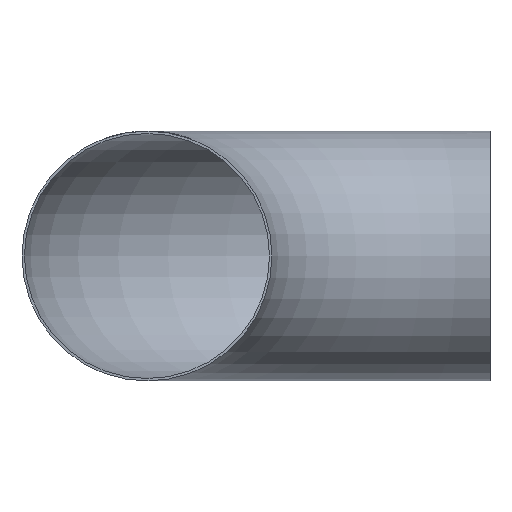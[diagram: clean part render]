
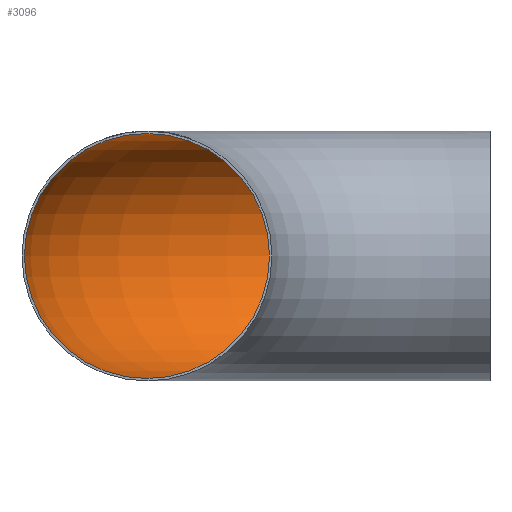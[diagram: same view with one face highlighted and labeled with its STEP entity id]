
A CAD part, front view. The second image highlights one B-rep face of the part: STEP entity #3096.
In plain terms, the highlighted toroidal (fillet/blend) face has major radius 350 mm and minor radius 125 mm.
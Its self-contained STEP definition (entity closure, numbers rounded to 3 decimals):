
#20 = CARTESIAN_POINT ( 'NONE',  ( 0., 350., 0. ) ) ;
#3096 = ADVANCED_FACE ( 'NONE', ( #4433, #9985 ), #18717, .F. ) ;
#3573 = DIRECTION ( 'NONE',  ( 0., 1., 0. ) ) ;
#4433 = FACE_OUTER_BOUND ( 'NONE', #6129, .T. ) ;
#5183 = CIRCLE ( 'NONE', #21617, 125. ) ;
#5485 = CIRCLE ( 'NONE', #14722, 125. ) ;
#5583 = CARTESIAN_POINT ( 'NONE',  ( -350., 0., 0. ) ) ;
#6129 = EDGE_LOOP ( 'NONE', ( #22291 ) ) ;
#6476 = EDGE_CURVE ( 'NONE', #12053, #12053, #5485, .T. ) ;
#8024 = CARTESIAN_POINT ( 'NONE',  ( 0., 475., 0. ) ) ;
#8328 = EDGE_CURVE ( 'NONE', #9684, #9684, #5183, .T. ) ;
#9684 = VERTEX_POINT ( 'NONE', #22955 ) ;
#9985 = FACE_OUTER_BOUND ( 'NONE', #15687, .T. ) ;
#12053 = VERTEX_POINT ( 'NONE', #8024 ) ;
#12535 = ORIENTED_EDGE ( 'NONE', *, *, #8328, .F. ) ;
#13264 = DIRECTION ( 'NONE',  ( 0., 0., 1. ) ) ;
#13448 = DIRECTION ( 'NONE',  ( 0., 1., 0. ) ) ;
#13495 = AXIS2_PLACEMENT_3D ( 'NONE', #13872, #19757, #23630 ) ;
#13872 = CARTESIAN_POINT ( 'NONE',  ( 0., 0., 0. ) ) ;
#14722 = AXIS2_PLACEMENT_3D ( 'NONE', #20, #15332, #13448 ) ;
#15332 = DIRECTION ( 'NONE',  ( 1., 0., 0. ) ) ;
#15687 = EDGE_LOOP ( 'NONE', ( #12535 ) ) ;
#18717 = TOROIDAL_SURFACE ( 'NONE', #13495, 350., 125. ) ;
#19757 = DIRECTION ( 'NONE',  ( 0., 0., -1. ) ) ;
#21617 = AXIS2_PLACEMENT_3D ( 'NONE', #5583, #3573, #13264 ) ;
#22291 = ORIENTED_EDGE ( 'NONE', *, *, #6476, .T. ) ;
#22955 = CARTESIAN_POINT ( 'NONE',  ( -350., 0., 125. ) ) ;
#23630 = DIRECTION ( 'NONE',  ( -1., 0., 0. ) ) ;
